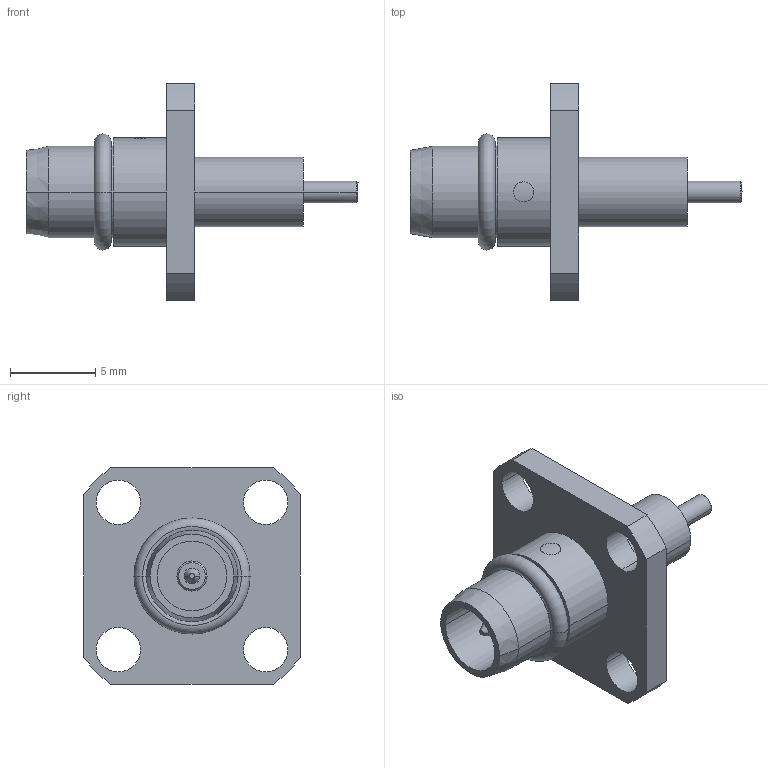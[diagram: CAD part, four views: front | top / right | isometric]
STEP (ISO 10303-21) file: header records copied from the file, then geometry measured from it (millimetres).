
FILE_DESCRIPTION (( 'STEP AP214' ), '1' );
FILE_NAME ('FMCN5162_3D.step', '2024-10-15T22:11:03', ( '' ), ( '' ), 'SwSTEP 2.0', 'SolidWorks 2022', '' );
FILE_SCHEMA (( 'AUTOMOTIVE_DESIGN' ));
Length unit declared in the file: millimetre
Products named in the file (1): FMCN5162_3D
Bounding box: 19.45 x 12.7 x 12.7 mm (x, y, z)
Volume: 465.8 mm3; surface area: 796.1 mm2
Topology: 2 solids, 2 shells, 60 faces, 138 edges, 90 vertices
Faces by surface type: cylinder 31, plane 15, cone 8, torus 6
Entity records: 1829 total; most frequent: CARTESIAN_POINT 337, DIRECTION 332, ORIENTED_EDGE 276, AXIS2_PLACEMENT_3D 141, EDGE_CURVE 138, VERTEX_POINT 90, CIRCLE 80, EDGE_LOOP 78
